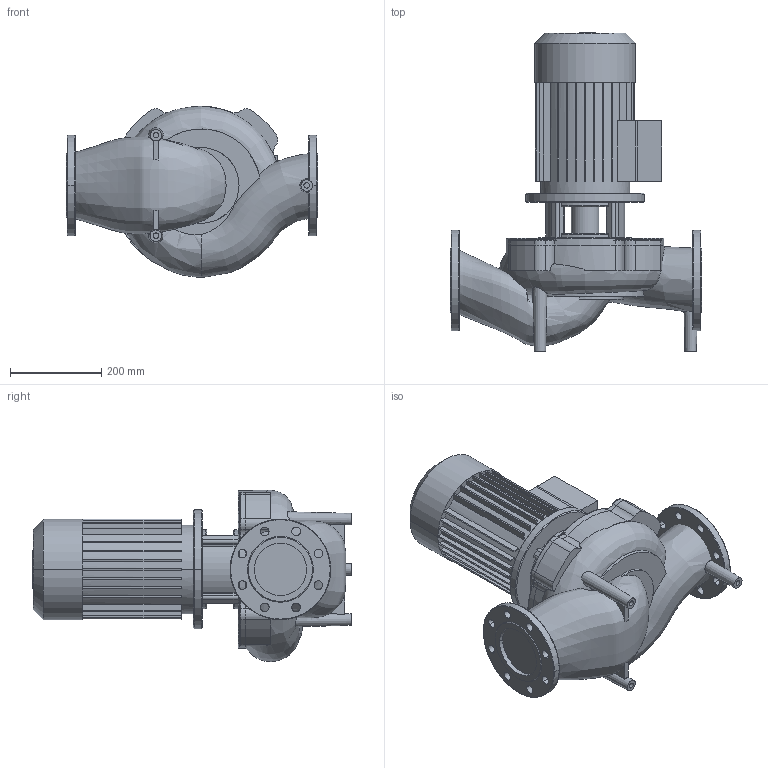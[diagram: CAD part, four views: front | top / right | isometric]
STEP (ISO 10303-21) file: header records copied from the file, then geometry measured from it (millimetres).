
FILE_DESCRIPTION((''),'2;1');
FILE_NAME('3d_IL100_200-3_4-2120783.stp','2016-05-24T12:02:08',(''),(''),'Mechanical Desktop 2009','Mechanical Desktop 2009',', , ');
FILE_SCHEMA(('CONFIG_CONTROL_DESIGN'));
Length unit declared in the file: millimetre
Products named in the file (1): Product
Bounding box: 550 x 697.03 x 375 mm (x, y, z)
Volume: 36182099.7 mm3; surface area: 1618442.6 mm2
Topology: 10 solids, 10 shells, 532 faces, 1430 edges, 920 vertices
Faces by surface type: plane 152, bspline 150, cylinder 147, torus 72, cone 11
Entity records: 28935 total; most frequent: CARTESIAN_POINT 15749, ORIENTED_EDGE 2836, DIRECTION 2672, EDGE_CURVE 1418, AXIS2_PLACEMENT_3D 1055, VERTEX_POINT 918, CIRCLE 672, EDGE_LOOP 600
